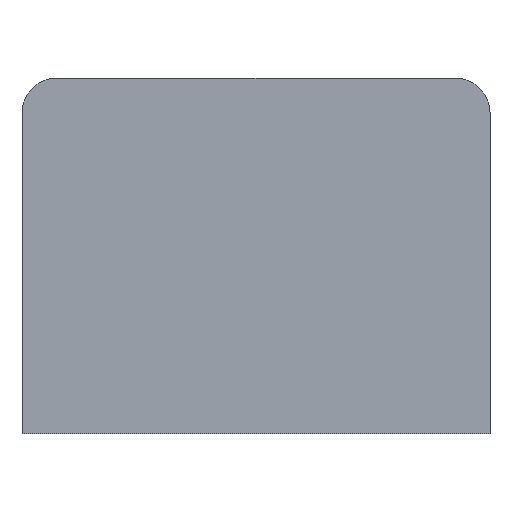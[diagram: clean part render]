
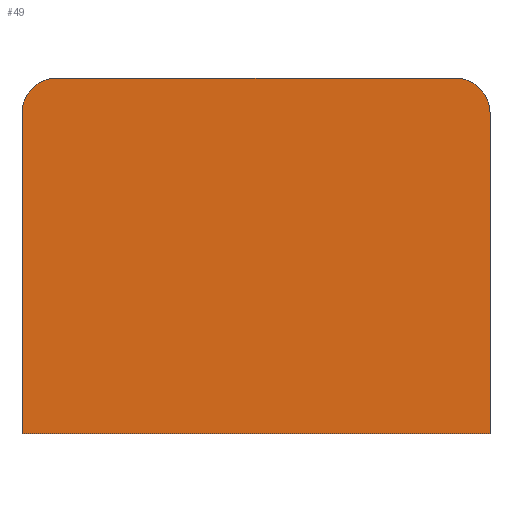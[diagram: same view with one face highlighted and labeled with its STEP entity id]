
A CAD part, front view. The second image highlights one B-rep face of the part: STEP entity #49.
In plain terms, the highlighted planar face has unit normal (0, -1, 0).
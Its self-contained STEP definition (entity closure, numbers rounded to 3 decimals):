
#7 = FACE_OUTER_BOUND ( 'NONE', #192, .T. ) ;
#15 = DIRECTION ( 'NONE',  ( 0., -1., 0. ) ) ;
#33 = EDGE_CURVE ( 'NONE', #380, #211, #356, .T. ) ;
#47 = CARTESIAN_POINT ( 'NONE',  ( 0., 0., 0. ) ) ;
#48 = CARTESIAN_POINT ( 'NONE',  ( -302.5, 0., 185. ) ) ;
#49 = ADVANCED_FACE ( 'NONE', ( #7 ), #172, .T. ) ;
#51 = VECTOR ( 'NONE', #385, 1000. ) ;
#55 = DIRECTION ( 'NONE',  ( 0., 0., -1. ) ) ;
#63 = EDGE_CURVE ( 'NONE', #313, #211, #156, .T. ) ;
#72 = CARTESIAN_POINT ( 'NONE',  ( -302.5, 0., 230. ) ) ;
#81 = CARTESIAN_POINT ( 'NONE',  ( -302.5, 0., 230. ) ) ;
#83 = CIRCLE ( 'NONE', #137, 45. ) ;
#86 = VERTEX_POINT ( 'NONE', #143 ) ;
#93 = ORIENTED_EDGE ( 'NONE', *, *, #145, .F. ) ;
#102 = ORIENTED_EDGE ( 'NONE', *, *, #109, .F. ) ;
#107 = DIRECTION ( 'NONE',  ( 0., 0., -1. ) ) ;
#109 = EDGE_CURVE ( 'NONE', #313, #86, #322, .T. ) ;
#122 = AXIS2_PLACEMENT_3D ( 'NONE', #47, #15, #107 ) ;
#125 = VERTEX_POINT ( 'NONE', #48 ) ;
#126 = CARTESIAN_POINT ( 'NONE',  ( -257.5, 0., 230. ) ) ;
#137 = AXIS2_PLACEMENT_3D ( 'NONE', #207, #334, #55 ) ;
#143 = CARTESIAN_POINT ( 'NONE',  ( 302.5, 0., -230. ) ) ;
#145 = EDGE_CURVE ( 'NONE', #307, #125, #386, .T. ) ;
#148 = VECTOR ( 'NONE', #203, 1000. ) ;
#149 = CARTESIAN_POINT ( 'NONE',  ( 257.5, 0., 230. ) ) ;
#156 = CIRCLE ( 'NONE', #345, 45. ) ;
#171 = DIRECTION ( 'NONE',  ( 0., -1., 0. ) ) ;
#172 = PLANE ( 'NONE',  #122 ) ;
#177 = CARTESIAN_POINT ( 'NONE',  ( 302.5, 0., 185. ) ) ;
#182 = CARTESIAN_POINT ( 'NONE',  ( -302.5, 0., -230. ) ) ;
#192 = EDGE_LOOP ( 'NONE', ( #102, #253, #399, #319, #93, #369 ) ) ;
#203 = DIRECTION ( 'NONE',  ( 0., 0., 1. ) ) ;
#207 = CARTESIAN_POINT ( 'NONE',  ( -257.5, 0., 185. ) ) ;
#211 = VERTEX_POINT ( 'NONE', #149 ) ;
#233 = CARTESIAN_POINT ( 'NONE',  ( 302.5, 0., 230. ) ) ;
#237 = CARTESIAN_POINT ( 'NONE',  ( -302.5, 0., -230. ) ) ;
#247 = DIRECTION ( 'NONE',  ( 1., 0., 0. ) ) ;
#253 = ORIENTED_EDGE ( 'NONE', *, *, #63, .T. ) ;
#290 = VECTOR ( 'NONE', #247, 1000. ) ;
#294 = CARTESIAN_POINT ( 'NONE',  ( 257.5, 0., 185. ) ) ;
#307 = VERTEX_POINT ( 'NONE', #182 ) ;
#310 = DIRECTION ( 'NONE',  ( -1., 0., 0. ) ) ;
#313 = VERTEX_POINT ( 'NONE', #177 ) ;
#319 = ORIENTED_EDGE ( 'NONE', *, *, #365, .T. ) ;
#322 = LINE ( 'NONE', #233, #51 ) ;
#326 = EDGE_CURVE ( 'NONE', #86, #307, #368, .T. ) ;
#331 = VECTOR ( 'NONE', #310, 1000. ) ;
#334 = DIRECTION ( 'NONE',  ( 0., -1., 0. ) ) ;
#345 = AXIS2_PLACEMENT_3D ( 'NONE', #294, #171, #363 ) ;
#356 = LINE ( 'NONE', #72, #290 ) ;
#363 = DIRECTION ( 'NONE',  ( 0., 0., -1. ) ) ;
#365 = EDGE_CURVE ( 'NONE', #380, #125, #83, .T. ) ;
#368 = LINE ( 'NONE', #237, #331 ) ;
#369 = ORIENTED_EDGE ( 'NONE', *, *, #326, .F. ) ;
#380 = VERTEX_POINT ( 'NONE', #126 ) ;
#385 = DIRECTION ( 'NONE',  ( 0., 0., -1. ) ) ;
#386 = LINE ( 'NONE', #81, #148 ) ;
#399 = ORIENTED_EDGE ( 'NONE', *, *, #33, .F. ) ;
